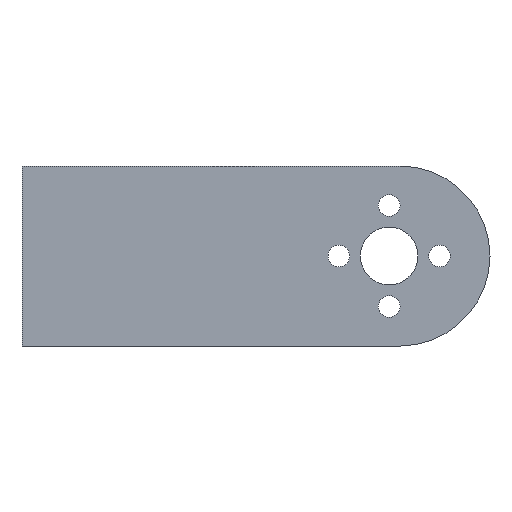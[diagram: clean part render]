
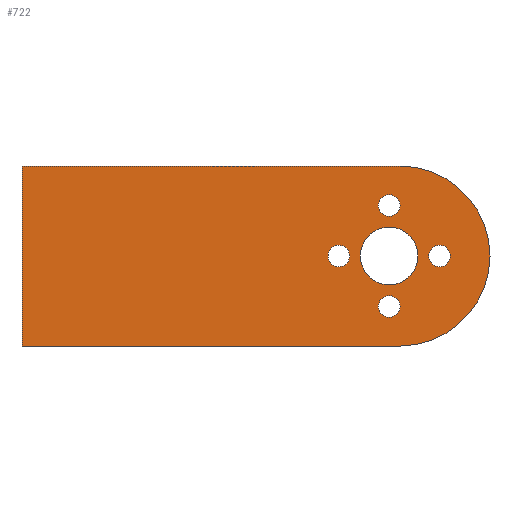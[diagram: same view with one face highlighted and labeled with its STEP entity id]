
A CAD part, left-side view. The second image highlights one B-rep face of the part: STEP entity #722.
In plain terms, the highlighted planar face has unit normal (-1, 0, 0).
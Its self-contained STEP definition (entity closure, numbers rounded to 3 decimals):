
#1 = EDGE_CURVE ( 'NONE', #373, #948, #1044, .T. ) ;
#3 = DIRECTION ( 'NONE',  ( 0., -1., 0. ) ) ;
#11 = CARTESIAN_POINT ( 'NONE',  ( -81.926, -0.114, 12.5 ) ) ;
#23 = ORIENTED_EDGE ( 'NONE', *, *, #134, .T. ) ;
#55 = EDGE_LOOP ( 'NONE', ( #622, #23 ) ) ;
#70 = EDGE_LOOP ( 'NONE', ( #941, #1253 ) ) ;
#88 = AXIS2_PLACEMENT_3D ( 'NONE', #222, #320, #1244 ) ;
#104 = AXIS2_PLACEMENT_3D ( 'NONE', #799, #1221, #3 ) ;
#107 = EDGE_LOOP ( 'NONE', ( #641, #173 ) ) ;
#123 = CARTESIAN_POINT ( 'NONE',  ( -81.926, -5.613, 12.5 ) ) ;
#128 = AXIS2_PLACEMENT_3D ( 'NONE', #315, #1235, #1120 ) ;
#130 = EDGE_CURVE ( 'NONE', #342, #1081, #1203, .T. ) ;
#134 = EDGE_CURVE ( 'NONE', #152, #341, #231, .T. ) ;
#140 = AXIS2_PLACEMENT_3D ( 'NONE', #913, #415, #920 ) ;
#152 = VERTEX_POINT ( 'NONE', #183 ) ;
#156 = CARTESIAN_POINT ( 'NONE',  ( -81.926, 45.387, 25. ) ) ;
#166 = CIRCLE ( 'NONE', #901, 1.5 ) ;
#167 = CARTESIAN_POINT ( 'NONE',  ( -81.926, -7.113, 12.5 ) ) ;
#168 = VERTEX_POINT ( 'NONE', #405 ) ;
#173 = ORIENTED_EDGE ( 'NONE', *, *, #1, .T. ) ;
#183 = CARTESIAN_POINT ( 'NONE',  ( -81.926, -7.114, 19.5 ) ) ;
#190 = CIRCLE ( 'NONE', #609, 1.5 ) ;
#200 = DIRECTION ( 'NONE',  ( 0., 1., 0. ) ) ;
#204 = EDGE_CURVE ( 'NONE', #1059, #923, #1255, .T. ) ;
#205 = DIRECTION ( 'NONE',  ( 1., 0., 0. ) ) ;
#206 = DIRECTION ( 'NONE',  ( 1., 0., 0. ) ) ;
#222 = CARTESIAN_POINT ( 'NONE',  ( -81.926, -5.614, 19.5 ) ) ;
#231 = CIRCLE ( 'NONE', #253, 1.5 ) ;
#235 = EDGE_CURVE ( 'NONE', #1306, #1247, #907, .T. ) ;
#253 = AXIS2_PLACEMENT_3D ( 'NONE', #504, #394, #297 ) ;
#256 = CARTESIAN_POINT ( 'NONE',  ( -81.926, -4.114, 5.5 ) ) ;
#297 = DIRECTION ( 'NONE',  ( 0., 1., 0. ) ) ;
#299 = EDGE_CURVE ( 'NONE', #948, #373, #340, .T. ) ;
#302 = DIRECTION ( 'NONE',  ( 0., 0., -1. ) ) ;
#304 = CARTESIAN_POINT ( 'NONE',  ( -81.926, 45.387, 25. ) ) ;
#314 = EDGE_CURVE ( 'NONE', #1081, #168, #732, .T. ) ;
#315 = CARTESIAN_POINT ( 'NONE',  ( -81.926, 1.386, 12.5 ) ) ;
#320 = DIRECTION ( 'NONE',  ( 1., 0., 0. ) ) ;
#337 = EDGE_LOOP ( 'NONE', ( #1164, #545 ) ) ;
#338 = CARTESIAN_POINT ( 'NONE',  ( -81.926, -4.114, 19.5 ) ) ;
#340 = CIRCLE ( 'NONE', #128, 1.5 ) ;
#341 = VERTEX_POINT ( 'NONE', #338 ) ;
#342 = VERTEX_POINT ( 'NONE', #1137 ) ;
#356 = DIRECTION ( 'NONE',  ( -1., 0., 0. ) ) ;
#371 = VERTEX_POINT ( 'NONE', #911 ) ;
#373 = VERTEX_POINT ( 'NONE', #11 ) ;
#379 = CIRCLE ( 'NONE', #1246, 12.5 ) ;
#383 = CARTESIAN_POINT ( 'NONE',  ( -81.926, -7.114, 5.5 ) ) ;
#394 = DIRECTION ( 'NONE',  ( 1., 0., 0. ) ) ;
#395 = CARTESIAN_POINT ( 'NONE',  ( -81.926, -11.114, 12.5 ) ) ;
#399 = DIRECTION ( 'NONE',  ( 1., 0., 0. ) ) ;
#405 = CARTESIAN_POINT ( 'NONE',  ( -81.926, -7.113, 0. ) ) ;
#409 = DIRECTION ( 'NONE',  ( 0., 1., 0. ) ) ;
#415 = DIRECTION ( 'NONE',  ( -1., 0., 0. ) ) ;
#423 = FACE_BOUND ( 'NONE', #337, .T. ) ;
#444 = AXIS2_PLACEMENT_3D ( 'NONE', #1314, #399, #200 ) ;
#457 = DIRECTION ( 'NONE',  ( 0., -1., 0. ) ) ;
#469 = ORIENTED_EDGE ( 'NONE', *, *, #613, .T. ) ;
#481 = DIRECTION ( 'NONE',  ( 1., 0., 0. ) ) ;
#499 = EDGE_CURVE ( 'NONE', #342, #813, #879, .T. ) ;
#504 = CARTESIAN_POINT ( 'NONE',  ( -81.926, -5.614, 19.5 ) ) ;
#512 = DIRECTION ( 'NONE',  ( -1., 0., 0. ) ) ;
#517 = FACE_BOUND ( 'NONE', #1070, .T. ) ;
#526 = ORIENTED_EDGE ( 'NONE', *, *, #130, .T. ) ;
#545 = ORIENTED_EDGE ( 'NONE', *, *, #1173, .F. ) ;
#559 = VERTEX_POINT ( 'NONE', #581 ) ;
#563 = CARTESIAN_POINT ( 'NONE',  ( -81.926, 2.886, 12.5 ) ) ;
#565 = DIRECTION ( 'NONE',  ( 1., 0., 0. ) ) ;
#579 = DIRECTION ( 'NONE',  ( 0., 1., 0. ) ) ;
#581 = CARTESIAN_POINT ( 'NONE',  ( -81.926, -19.613, 12.5 ) ) ;
#606 = FACE_BOUND ( 'NONE', #55, .T. ) ;
#609 = AXIS2_PLACEMENT_3D ( 'NONE', #708, #825, #915 ) ;
#612 = DIRECTION ( 'NONE',  ( 0., 1., 0. ) ) ;
#613 = EDGE_CURVE ( 'NONE', #559, #813, #379, .T. ) ;
#622 = ORIENTED_EDGE ( 'NONE', *, *, #1152, .T. ) ;
#635 = CARTESIAN_POINT ( 'NONE',  ( -81.926, -7.113, 25. ) ) ;
#641 = ORIENTED_EDGE ( 'NONE', *, *, #299, .T. ) ;
#673 = VECTOR ( 'NONE', #1175, 1000. ) ;
#677 = CIRCLE ( 'NONE', #104, 12.5 ) ;
#693 = CARTESIAN_POINT ( 'NONE',  ( -81.926, -5.614, 5.5 ) ) ;
#703 = FACE_BOUND ( 'NONE', #70, .T. ) ;
#706 = EDGE_CURVE ( 'NONE', #923, #1059, #190, .T. ) ;
#708 = CARTESIAN_POINT ( 'NONE',  ( -81.926, -5.614, 5.5 ) ) ;
#713 = DIRECTION ( 'NONE',  ( 0., -1., 0. ) ) ;
#720 = AXIS2_PLACEMENT_3D ( 'NONE', #693, #205, #409 ) ;
#722 = ADVANCED_FACE ( 'NONE', ( #606, #703, #517, #1007, #423, #1222 ), #905, .F. ) ;
#732 = LINE ( 'NONE', #834, #1129 ) ;
#779 = ORIENTED_EDGE ( 'NONE', *, *, #706, .T. ) ;
#783 = CIRCLE ( 'NONE', #140, 4. ) ;
#799 = CARTESIAN_POINT ( 'NONE',  ( -81.926, -7.113, 12.5 ) ) ;
#812 = CARTESIAN_POINT ( 'NONE',  ( -81.926, -1.613, 12.5 ) ) ;
#813 = VERTEX_POINT ( 'NONE', #635 ) ;
#818 = CIRCLE ( 'NONE', #1010, 4. ) ;
#825 = DIRECTION ( 'NONE',  ( 1., 0., 0. ) ) ;
#834 = CARTESIAN_POINT ( 'NONE',  ( -81.926, 45.387, 0. ) ) ;
#841 = DIRECTION ( 'NONE',  ( 0., -1., 0. ) ) ;
#866 = DIRECTION ( 'NONE',  ( 0., 1., 0. ) ) ;
#879 = LINE ( 'NONE', #156, #673 ) ;
#888 = CARTESIAN_POINT ( 'NONE',  ( -81.926, 45.387, 25. ) ) ;
#889 = CARTESIAN_POINT ( 'NONE',  ( -81.926, -14.114, 12.5 ) ) ;
#901 = AXIS2_PLACEMENT_3D ( 'NONE', #1304, #565, #866 ) ;
#905 = PLANE ( 'NONE',  #1273 ) ;
#907 = CIRCLE ( 'NONE', #444, 1.5 ) ;
#911 = CARTESIAN_POINT ( 'NONE',  ( -81.926, -9.613, 12.5 ) ) ;
#913 = CARTESIAN_POINT ( 'NONE',  ( -81.926, -5.613, 12.5 ) ) ;
#915 = DIRECTION ( 'NONE',  ( 0., 1., 0. ) ) ;
#920 = DIRECTION ( 'NONE',  ( 0., -1., 0. ) ) ;
#923 = VERTEX_POINT ( 'NONE', #256 ) ;
#941 = ORIENTED_EDGE ( 'NONE', *, *, #235, .T. ) ;
#948 = VERTEX_POINT ( 'NONE', #563 ) ;
#957 = ORIENTED_EDGE ( 'NONE', *, *, #314, .T. ) ;
#967 = CIRCLE ( 'NONE', #88, 1.5 ) ;
#996 = CARTESIAN_POINT ( 'NONE',  ( -81.926, 45.387, 0. ) ) ;
#998 = VECTOR ( 'NONE', #302, 1000. ) ;
#1004 = EDGE_CURVE ( 'NONE', #1247, #1306, #166, .T. ) ;
#1007 = FACE_BOUND ( 'NONE', #107, .T. ) ;
#1010 = AXIS2_PLACEMENT_3D ( 'NONE', #123, #512, #713 ) ;
#1044 = CIRCLE ( 'NONE', #1096, 1.5 ) ;
#1059 = VERTEX_POINT ( 'NONE', #383 ) ;
#1070 = EDGE_LOOP ( 'NONE', ( #779, #1147 ) ) ;
#1081 = VERTEX_POINT ( 'NONE', #996 ) ;
#1096 = AXIS2_PLACEMENT_3D ( 'NONE', #1172, #481, #579 ) ;
#1120 = DIRECTION ( 'NONE',  ( 0., 1., 0. ) ) ;
#1129 = VECTOR ( 'NONE', #841, 1000. ) ;
#1137 = CARTESIAN_POINT ( 'NONE',  ( -81.926, 45.387, 25. ) ) ;
#1143 = EDGE_LOOP ( 'NONE', ( #1284, #469, #1206, #526, #957 ) ) ;
#1147 = ORIENTED_EDGE ( 'NONE', *, *, #204, .T. ) ;
#1152 = EDGE_CURVE ( 'NONE', #341, #152, #967, .T. ) ;
#1162 = VERTEX_POINT ( 'NONE', #812 ) ;
#1164 = ORIENTED_EDGE ( 'NONE', *, *, #1209, .F. ) ;
#1172 = CARTESIAN_POINT ( 'NONE',  ( -81.926, 1.386, 12.5 ) ) ;
#1173 = EDGE_CURVE ( 'NONE', #1162, #371, #818, .T. ) ;
#1175 = DIRECTION ( 'NONE',  ( 0., -1., 0. ) ) ;
#1203 = LINE ( 'NONE', #888, #998 ) ;
#1206 = ORIENTED_EDGE ( 'NONE', *, *, #499, .F. ) ;
#1209 = EDGE_CURVE ( 'NONE', #371, #1162, #783, .T. ) ;
#1221 = DIRECTION ( 'NONE',  ( -1., 0., 0. ) ) ;
#1222 = FACE_OUTER_BOUND ( 'NONE', #1143, .T. ) ;
#1235 = DIRECTION ( 'NONE',  ( 1., 0., 0. ) ) ;
#1244 = DIRECTION ( 'NONE',  ( 0., 1., 0. ) ) ;
#1246 = AXIS2_PLACEMENT_3D ( 'NONE', #167, #356, #457 ) ;
#1247 = VERTEX_POINT ( 'NONE', #889 ) ;
#1253 = ORIENTED_EDGE ( 'NONE', *, *, #1004, .T. ) ;
#1255 = CIRCLE ( 'NONE', #720, 1.5 ) ;
#1273 = AXIS2_PLACEMENT_3D ( 'NONE', #304, #206, #612 ) ;
#1284 = ORIENTED_EDGE ( 'NONE', *, *, #1311, .T. ) ;
#1304 = CARTESIAN_POINT ( 'NONE',  ( -81.926, -12.614, 12.5 ) ) ;
#1306 = VERTEX_POINT ( 'NONE', #395 ) ;
#1311 = EDGE_CURVE ( 'NONE', #168, #559, #677, .T. ) ;
#1314 = CARTESIAN_POINT ( 'NONE',  ( -81.926, -12.614, 12.5 ) ) ;
